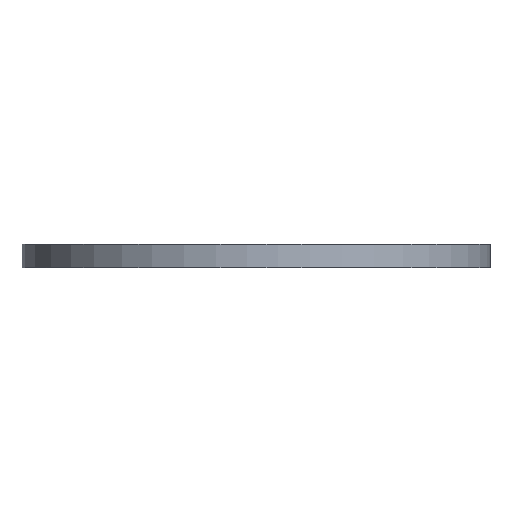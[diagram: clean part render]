
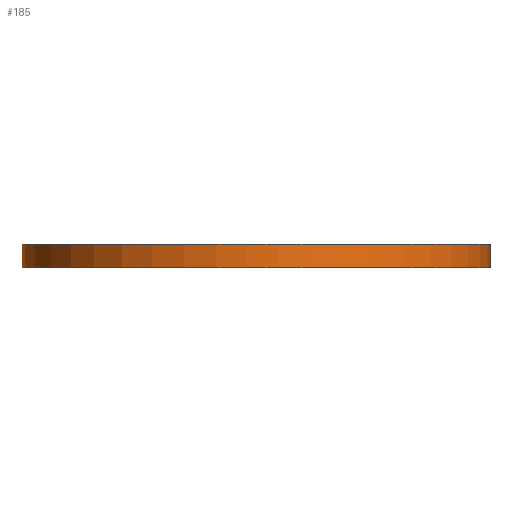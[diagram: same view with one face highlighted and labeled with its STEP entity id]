
A CAD part, front view. The second image highlights one B-rep face of the part: STEP entity #185.
In plain terms, the highlighted free-form (B-spline) face has degree [2, 1] with [5, 2] control points.
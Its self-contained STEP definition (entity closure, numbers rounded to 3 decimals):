
#152 = VERTEX_POINT('',#153);
#153 = CARTESIAN_POINT('',(-23.024,0.,
    -2.302));
#159 = EDGE_CURVE('',#152,#160,#162,.T.);
#160 = VERTEX_POINT('',#161);
#161 = CARTESIAN_POINT('',(-23.024,0.,0.));
#162 = B_SPLINE_CURVE_WITH_KNOTS('',1,(#163,#164),.UNSPECIFIED.,.F.,.F.,
  (2,2),(0.,2.),.PIECEWISE_BEZIER_KNOTS.);
#163 = CARTESIAN_POINT('',(-23.024,0.,
    -2.302));
#164 = CARTESIAN_POINT('',(-23.024,0.,0.));
#185 = ADVANCED_FACE('',(#186),#214,.T.);
#186 = FACE_BOUND('',#187,.T.);
#187 = EDGE_LOOP('',(#188,#189,#199,#206));
#188 = ORIENTED_EDGE('',*,*,#159,.F.);
#189 = ORIENTED_EDGE('',*,*,#190,.T.);
#190 = EDGE_CURVE('',#152,#191,#193,.T.);
#191 = VERTEX_POINT('',#192);
#192 = CARTESIAN_POINT('',(23.024,0.,-2.302));
#193 = ( BOUNDED_CURVE() B_SPLINE_CURVE(2,(#194,#195,#196,#197,#198),
.UNSPECIFIED.,.F.,.F.) B_SPLINE_CURVE_WITH_KNOTS((3,2,3),(3.142,
4.712,6.283),.PIECEWISE_BEZIER_KNOTS.) CURVE() 
GEOMETRIC_REPRESENTATION_ITEM() RATIONAL_B_SPLINE_CURVE((1.,
0.707,1.,0.707,1.)) REPRESENTATION_ITEM('') );
#194 = CARTESIAN_POINT('',(-23.024,0.,
    -2.302));
#195 = CARTESIAN_POINT('',(-23.024,-23.024,
    -2.302));
#196 = CARTESIAN_POINT('',(0.,-23.024,
    -2.302));
#197 = CARTESIAN_POINT('',(23.024,-23.024,
    -2.302));
#198 = CARTESIAN_POINT('',(23.024,0.,
    -2.302));
#199 = ORIENTED_EDGE('',*,*,#200,.T.);
#200 = EDGE_CURVE('',#191,#201,#203,.T.);
#201 = VERTEX_POINT('',#202);
#202 = CARTESIAN_POINT('',(23.024,0.,0.));
#203 = B_SPLINE_CURVE_WITH_KNOTS('',1,(#204,#205),.UNSPECIFIED.,.F.,.F.,
  (2,2),(0.,2.),.PIECEWISE_BEZIER_KNOTS.);
#204 = CARTESIAN_POINT('',(23.024,0.,-2.302));
#205 = CARTESIAN_POINT('',(23.024,0.,0.));
#206 = ORIENTED_EDGE('',*,*,#207,.F.);
#207 = EDGE_CURVE('',#160,#201,#208,.T.);
#208 = ( BOUNDED_CURVE() B_SPLINE_CURVE(2,(#209,#210,#211,#212,#213),
.UNSPECIFIED.,.F.,.F.) B_SPLINE_CURVE_WITH_KNOTS((3,2,3),(3.142,
4.712,6.283),.PIECEWISE_BEZIER_KNOTS.) CURVE() 
GEOMETRIC_REPRESENTATION_ITEM() RATIONAL_B_SPLINE_CURVE((1.,
0.707,1.,0.707,1.)) REPRESENTATION_ITEM('') );
#209 = CARTESIAN_POINT('',(-23.024,0.,0.));
#210 = CARTESIAN_POINT('',(-23.024,-23.024,0.));
#211 = CARTESIAN_POINT('',(0.,-23.024,0.));
#212 = CARTESIAN_POINT('',(23.024,-23.024,0.));
#213 = CARTESIAN_POINT('',(23.024,0.,0.));
#214 = ( BOUNDED_SURFACE() B_SPLINE_SURFACE(2,1,(
    (#215,#216)
    ,(#217,#218)
    ,(#219,#220)
    ,(#221,#222)
,(#223,#224
    )),.UNSPECIFIED.,.F.,.F.,.F.) B_SPLINE_SURFACE_WITH_KNOTS((3,2,3),(2
    ,2),(3.142,4.712,6.283),(0.,2.),
.PIECEWISE_BEZIER_KNOTS.) GEOMETRIC_REPRESENTATION_ITEM() 
RATIONAL_B_SPLINE_SURFACE((
    (1.,1.)
    ,(0.707,0.707)
    ,(1.,1.)
    ,(0.707,0.707)
,(1.,1.))) REPRESENTATION_ITEM('') SURFACE() );
#215 = CARTESIAN_POINT('',(-23.024,0.,
    -2.302));
#216 = CARTESIAN_POINT('',(-23.024,0.,0.));
#217 = CARTESIAN_POINT('',(-23.024,-23.024,
    -2.302));
#218 = CARTESIAN_POINT('',(-23.024,-23.024,0.));
#219 = CARTESIAN_POINT('',(0.,-23.024,
    -2.302));
#220 = CARTESIAN_POINT('',(0.,-23.024,0.));
#221 = CARTESIAN_POINT('',(23.024,-23.024,
    -2.302));
#222 = CARTESIAN_POINT('',(23.024,-23.024,0.));
#223 = CARTESIAN_POINT('',(23.024,0.,
    -2.302));
#224 = CARTESIAN_POINT('',(23.024,0.,0.));
